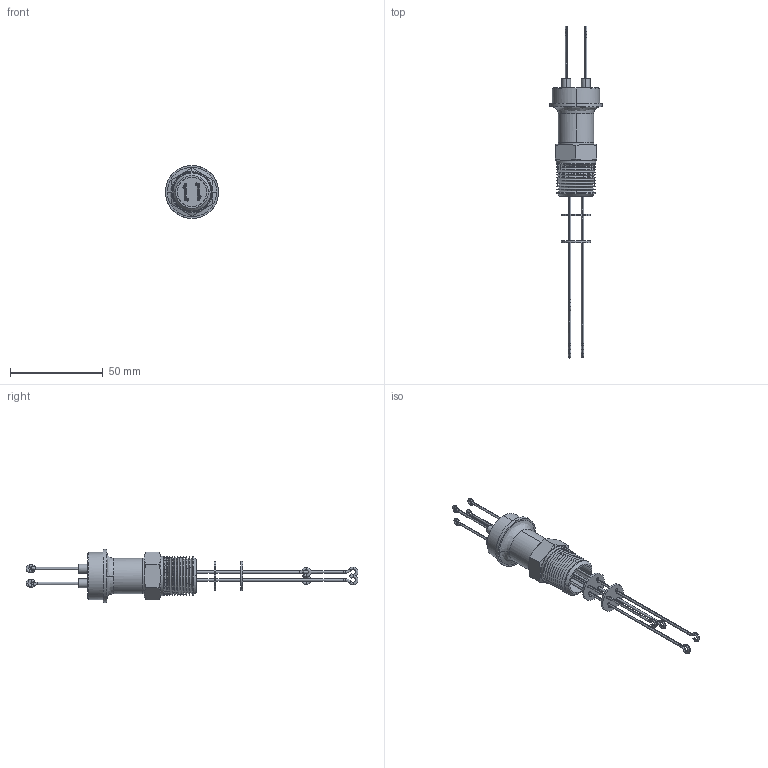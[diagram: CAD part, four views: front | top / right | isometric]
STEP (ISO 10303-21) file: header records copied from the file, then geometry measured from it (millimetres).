
FILE_DESCRIPTION (( 'STEP AP203' ), '1' );
FILE_NAME ('A0414-1-NPT.STEP', '2013-03-28T11:46:46', ( '' ), ( '' ), 'SwSTEP 2.0', 'SolidWorks 2012', '' );
FILE_SCHEMA (( 'CONFIG_CONTROL_DESIGN' ));
Length unit declared in the file: inch
Products named in the file (1): A0414-1-NPT
Bounding box: 28.54 x 178.82 x 28.57 mm (x, y, z)
Volume: 9331.6 mm3; surface area: 14432.2 mm2
Topology: 1 solids, 3 shells, 344 faces, 801 edges, 485 vertices
Faces by surface type: cylinder 123, bspline 90, cone 83, plane 48
Entity records: 13154 total; most frequent: CARTESIAN_POINT 5501, ORIENTED_EDGE 1602, DIRECTION 1594, EDGE_CURVE 801, AXIS2_PLACEMENT_3D 691, VERTEX_POINT 485, CIRCLE 436, EDGE_LOOP 402
